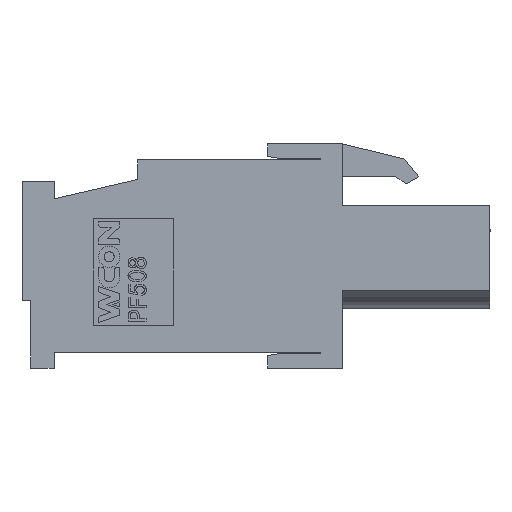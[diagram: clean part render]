
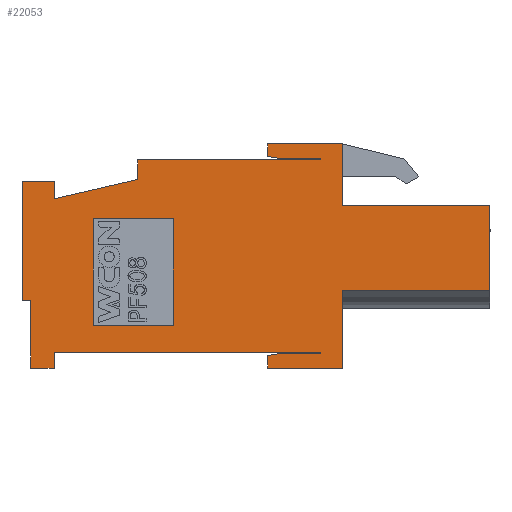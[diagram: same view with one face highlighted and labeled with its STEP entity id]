
A CAD part, left-side view. The second image highlights one B-rep face of the part: STEP entity #22053.
In plain terms, the highlighted planar face has unit normal (-1, 0, 0).
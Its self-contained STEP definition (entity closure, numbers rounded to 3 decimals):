
#88=CARTESIAN_POINT('',(-25.009,16.541,-2.462));
#89=VERTEX_POINT('',#88);
#90=CARTESIAN_POINT('',(-25.009,16.541,4.135));
#91=VERTEX_POINT('',#90);
#92=CARTESIAN_POINT('',(-25.009,16.541,-2.462));
#93=DIRECTION('',(0.,0.,1.));
#94=VECTOR('',#93,6.597);
#95=LINE('',#92,#94);
#96=EDGE_CURVE('',#89,#91,#95,.T.);
#375=CARTESIAN_POINT('',(-25.009,14.769,4.135));
#376=VERTEX_POINT('',#375);
#377=CARTESIAN_POINT('',(-25.009,14.769,4.135));
#378=DIRECTION('',(0.,1.,0.));
#379=VECTOR('',#378,1.772);
#380=LINE('',#377,#379);
#381=EDGE_CURVE('',#376,#91,#380,.T.);
#406=CARTESIAN_POINT('',(-25.009,16.049,-2.462));
#407=VERTEX_POINT('',#406);
#408=CARTESIAN_POINT('',(-25.009,16.541,-2.462));
#409=DIRECTION('',(0.,-1.,0.));
#410=VECTOR('',#409,0.492);
#411=LINE('',#408,#410);
#412=EDGE_CURVE('',#89,#407,#411,.T.);
#767=CARTESIAN_POINT('',(-25.009,16.049,-6.203));
#768=VERTEX_POINT('',#767);
#769=CARTESIAN_POINT('',(-25.009,16.049,-2.462));
#770=DIRECTION('',(0.,0.,-1.));
#771=VECTOR('',#770,3.742);
#772=LINE('',#769,#771);
#773=EDGE_CURVE('',#407,#768,#772,.T.);
#798=CARTESIAN_POINT('',(-25.009,14.769,-6.203));
#799=VERTEX_POINT('',#798);
#800=CARTESIAN_POINT('',(-25.009,16.049,-6.203));
#801=DIRECTION('',(0.,-1.,0.));
#802=VECTOR('',#801,1.28);
#803=LINE('',#800,#802);
#804=EDGE_CURVE('',#768,#799,#803,.T.);
#829=CARTESIAN_POINT('',(-25.009,14.769,-5.317));
#830=VERTEX_POINT('',#829);
#831=CARTESIAN_POINT('',(-25.009,14.769,-6.203));
#832=DIRECTION('',(0.,0.,1.));
#833=VECTOR('',#832,0.886);
#834=LINE('',#831,#833);
#835=EDGE_CURVE('',#799,#830,#834,.T.);
#1014=CARTESIAN_POINT('',(-25.009,0.,-5.317));
#1015=VERTEX_POINT('',#1014);
#1022=CARTESIAN_POINT('',(-25.009,14.769,-5.317));
#1023=DIRECTION('',(0.,-1.,0.));
#1024=VECTOR('',#1023,14.769);
#1025=LINE('',#1022,#1024);
#1026=EDGE_CURVE('',#830,#1015,#1025,.T.);
#1179=CARTESIAN_POINT('',(-25.009,0.,5.317));
#1180=VERTEX_POINT('',#1179);
#1181=CARTESIAN_POINT('',(-25.009,10.141,5.317));
#1182=VERTEX_POINT('',#1181);
#1183=CARTESIAN_POINT('',(-25.009,0.,5.317));
#1184=DIRECTION('',(0.,1.,0.));
#1185=VECTOR('',#1184,10.141);
#1186=LINE('',#1183,#1185);
#1187=EDGE_CURVE('',#1180,#1182,#1186,.T.);
#1813=CARTESIAN_POINT('',(-25.009,10.141,4.234));
#1814=VERTEX_POINT('',#1813);
#1815=CARTESIAN_POINT('',(-25.009,10.141,5.317));
#1816=DIRECTION('',(0.,0.,-1.));
#1817=VECTOR('',#1816,1.083);
#1818=LINE('',#1815,#1817);
#1819=EDGE_CURVE('',#1182,#1814,#1818,.T.);
#1844=CARTESIAN_POINT('',(-25.009,14.769,3.165));
#1845=VERTEX_POINT('',#1844);
#1846=CARTESIAN_POINT('',(-25.009,10.141,4.234));
#1847=DIRECTION('',(0.,0.974,-0.225));
#1848=VECTOR('',#1847,4.749);
#1849=LINE('',#1846,#1848);
#1850=EDGE_CURVE('',#1814,#1845,#1849,.T.);
#1875=CARTESIAN_POINT('',(-25.009,14.769,3.165));
#1876=DIRECTION('',(0.,0.,1.));
#1877=VECTOR('',#1876,0.97);
#1878=LINE('',#1875,#1877);
#1879=EDGE_CURVE('',#1845,#376,#1878,.T.);
#1897=CARTESIAN_POINT('',(-25.009,12.603,2.068));
#1898=VERTEX_POINT('',#1897);
#1899=CARTESIAN_POINT('',(-25.009,8.172,2.068));
#1900=VERTEX_POINT('',#1899);
#1901=CARTESIAN_POINT('',(-25.009,12.603,2.068));
#1902=DIRECTION('',(0.,-1.,0.));
#1903=VECTOR('',#1902,4.431);
#1904=LINE('',#1901,#1903);
#1905=EDGE_CURVE('',#1898,#1900,#1904,.T.);
#1937=CARTESIAN_POINT('',(-25.009,8.172,-3.84));
#1938=VERTEX_POINT('',#1937);
#1939=CARTESIAN_POINT('',(-25.009,8.172,2.068));
#1940=DIRECTION('',(0.,0.,-1.));
#1941=VECTOR('',#1940,5.908);
#1942=LINE('',#1939,#1941);
#1943=EDGE_CURVE('',#1900,#1938,#1942,.T.);
#1968=CARTESIAN_POINT('',(-25.009,12.603,-3.84));
#1969=VERTEX_POINT('',#1968);
#1970=CARTESIAN_POINT('',(-25.009,8.172,-3.84));
#1971=DIRECTION('',(0.,1.,0.));
#1972=VECTOR('',#1971,4.431);
#1973=LINE('',#1970,#1972);
#1974=EDGE_CURVE('',#1938,#1969,#1973,.T.);
#1999=CARTESIAN_POINT('',(-25.009,12.603,-3.84));
#2000=DIRECTION('',(0.,0.,1.));
#2001=VECTOR('',#2000,5.908);
#2002=LINE('',#1999,#2001);
#2003=EDGE_CURVE('',#1969,#1898,#2002,.T.);
#21911=CARTESIAN_POINT('',(-25.009,3.668,-0.049));
#21912=DIRECTION('',(0.,0.,1.));
#21913=DIRECTION('',(-1.,0.,0.));
#21914=AXIS2_PLACEMENT_3D('',#21911,#21913,#21912);
#21915=PLANE('',#21914);
#21916=CARTESIAN_POINT('',(-25.009,2.954,-5.514));
#21917=VERTEX_POINT('',#21916);
#21918=CARTESIAN_POINT('',(-25.009,2.954,-6.203));
#21919=VERTEX_POINT('',#21918);
#21920=CARTESIAN_POINT('',(-25.009,2.954,-5.514));
#21921=DIRECTION('',(0.,0.,-1.));
#21922=VECTOR('',#21921,0.689);
#21923=LINE('',#21920,#21922);
#21924=EDGE_CURVE('',#21917,#21919,#21923,.T.);
#21925=ORIENTED_EDGE('',*,*,#21924,.T.);
#21926=CARTESIAN_POINT('',(-25.009,-1.182,-6.203));
#21927=VERTEX_POINT('',#21926);
#21928=CARTESIAN_POINT('',(-25.009,2.954,-6.203));
#21929=DIRECTION('',(0.,-1.,0.));
#21930=VECTOR('',#21929,4.135);
#21931=LINE('',#21928,#21930);
#21932=EDGE_CURVE('',#21919,#21927,#21931,.T.);
#21933=ORIENTED_EDGE('',*,*,#21932,.T.);
#21934=CARTESIAN_POINT('',(-25.009,-1.182,-1.92));
#21935=VERTEX_POINT('',#21934);
#21936=CARTESIAN_POINT('',(-25.009,-1.182,-6.203));
#21937=DIRECTION('',(0.,0.,1.));
#21938=VECTOR('',#21937,4.283);
#21939=LINE('',#21936,#21938);
#21940=EDGE_CURVE('',#21927,#21935,#21939,.T.);
#21941=ORIENTED_EDGE('',*,*,#21940,.T.);
#21942=CARTESIAN_POINT('',(-25.009,-9.354,-1.92));
#21943=VERTEX_POINT('',#21942);
#21944=CARTESIAN_POINT('',(-25.009,-1.182,-1.92));
#21945=DIRECTION('',(0.,-1.,0.));
#21946=VECTOR('',#21945,8.172);
#21947=LINE('',#21944,#21946);
#21948=EDGE_CURVE('',#21935,#21943,#21947,.T.);
#21949=ORIENTED_EDGE('',*,*,#21948,.T.);
#21950=CARTESIAN_POINT('',(-25.009,-9.354,2.806));
#21951=VERTEX_POINT('',#21950);
#21952=CARTESIAN_POINT('',(-25.009,-9.354,-1.92));
#21953=DIRECTION('',(0.,0.,1.));
#21954=VECTOR('',#21953,4.726);
#21955=LINE('',#21952,#21954);
#21956=EDGE_CURVE('',#21943,#21951,#21955,.T.);
#21957=ORIENTED_EDGE('',*,*,#21956,.T.);
#21958=CARTESIAN_POINT('',(-25.009,-1.182,2.806));
#21959=VERTEX_POINT('',#21958);
#21960=CARTESIAN_POINT('',(-25.009,-9.354,2.806));
#21961=DIRECTION('',(0.,1.,0.));
#21962=VECTOR('',#21961,8.172);
#21963=LINE('',#21960,#21962);
#21964=EDGE_CURVE('',#21951,#21959,#21963,.T.);
#21965=ORIENTED_EDGE('',*,*,#21964,.T.);
#21966=CARTESIAN_POINT('',(-25.009,-1.182,6.203));
#21967=VERTEX_POINT('',#21966);
#21968=CARTESIAN_POINT('',(-25.009,-1.182,2.806));
#21969=DIRECTION('',(0.,0.,1.));
#21970=VECTOR('',#21969,3.397);
#21971=LINE('',#21968,#21970);
#21972=EDGE_CURVE('',#21959,#21967,#21971,.T.);
#21973=ORIENTED_EDGE('',*,*,#21972,.T.);
#21974=CARTESIAN_POINT('',(-25.009,2.954,6.203));
#21975=VERTEX_POINT('',#21974);
#21976=CARTESIAN_POINT('',(-25.009,-1.182,6.203));
#21977=DIRECTION('',(0.,1.,0.));
#21978=VECTOR('',#21977,4.135);
#21979=LINE('',#21976,#21978);
#21980=EDGE_CURVE('',#21967,#21975,#21979,.T.);
#21981=ORIENTED_EDGE('',*,*,#21980,.T.);
#21982=CARTESIAN_POINT('',(-25.009,2.954,5.514));
#21983=VERTEX_POINT('',#21982);
#21984=CARTESIAN_POINT('',(-25.009,2.954,6.203));
#21985=DIRECTION('',(0.,0.,-1.));
#21986=VECTOR('',#21985,0.689);
#21987=LINE('',#21984,#21986);
#21988=EDGE_CURVE('',#21975,#21983,#21987,.T.);
#21989=ORIENTED_EDGE('',*,*,#21988,.T.);
#21990=CARTESIAN_POINT('',(-25.009,2.395,5.415));
#21991=VERTEX_POINT('',#21990);
#21992=CARTESIAN_POINT('',(-25.009,2.954,5.514));
#21993=DIRECTION('',(0.,-0.985,-0.174));
#21994=VECTOR('',#21993,0.567);
#21995=LINE('',#21992,#21994);
#21996=EDGE_CURVE('',#21983,#21991,#21995,.T.);
#21997=ORIENTED_EDGE('',*,*,#21996,.T.);
#21998=CARTESIAN_POINT('',(-25.009,0.,5.415));
#21999=VERTEX_POINT('',#21998);
#22000=CARTESIAN_POINT('',(-25.009,2.395,5.415));
#22001=DIRECTION('',(0.,-1.,0.));
#22002=VECTOR('',#22001,2.395);
#22003=LINE('',#22000,#22002);
#22004=EDGE_CURVE('',#21991,#21999,#22003,.T.);
#22005=ORIENTED_EDGE('',*,*,#22004,.T.);
#22006=CARTESIAN_POINT('',(-25.009,0.,5.415));
#22007=DIRECTION('',(0.,0.,-1.));
#22008=VECTOR('',#22007,0.098);
#22009=LINE('',#22006,#22008);
#22010=EDGE_CURVE('',#21999,#1180,#22009,.T.);
#22011=ORIENTED_EDGE('',*,*,#22010,.T.);
#22012=ORIENTED_EDGE('',*,*,#1187,.T.);
#22013=ORIENTED_EDGE('',*,*,#1819,.T.);
#22014=ORIENTED_EDGE('',*,*,#1850,.T.);
#22015=ORIENTED_EDGE('',*,*,#1879,.T.);
#22016=ORIENTED_EDGE('',*,*,#381,.T.);
#22017=ORIENTED_EDGE('',*,*,#96,.F.);
#22018=ORIENTED_EDGE('',*,*,#412,.T.);
#22019=ORIENTED_EDGE('',*,*,#773,.T.);
#22020=ORIENTED_EDGE('',*,*,#804,.T.);
#22021=ORIENTED_EDGE('',*,*,#835,.T.);
#22022=ORIENTED_EDGE('',*,*,#1026,.T.);
#22023=CARTESIAN_POINT('',(-25.009,0.,-5.415));
#22024=VERTEX_POINT('',#22023);
#22025=CARTESIAN_POINT('',(-25.009,0.,-5.317));
#22026=DIRECTION('',(0.,0.,-1.));
#22027=VECTOR('',#22026,0.098);
#22028=LINE('',#22025,#22027);
#22029=EDGE_CURVE('',#1015,#22024,#22028,.T.);
#22030=ORIENTED_EDGE('',*,*,#22029,.T.);
#22031=CARTESIAN_POINT('',(-25.009,2.395,-5.415));
#22032=VERTEX_POINT('',#22031);
#22033=CARTESIAN_POINT('',(-25.009,0.,-5.415));
#22034=DIRECTION('',(0.,1.,0.));
#22035=VECTOR('',#22034,2.395);
#22036=LINE('',#22033,#22035);
#22037=EDGE_CURVE('',#22024,#22032,#22036,.T.);
#22038=ORIENTED_EDGE('',*,*,#22037,.T.);
#22039=CARTESIAN_POINT('',(-25.009,2.395,-5.415));
#22040=DIRECTION('',(0.,0.985,-0.174));
#22041=VECTOR('',#22040,0.567);
#22042=LINE('',#22039,#22041);
#22043=EDGE_CURVE('',#22032,#21917,#22042,.T.);
#22044=ORIENTED_EDGE('',*,*,#22043,.T.);
#22045=EDGE_LOOP('',(#21925,#21933,#21941,#21949,#21957,#21965,#21973,#21981,#21989,#21997,#22005,#22011,#22012,#22013,#22014,#22015,#22016,#22017,#22018,#22019,#22020,#22021,#22022,#22030,#22038,#22044));
#22046=FACE_OUTER_BOUND('',#22045,.T.);
#22047=ORIENTED_EDGE('',*,*,#1905,.T.);
#22048=ORIENTED_EDGE('',*,*,#1943,.T.);
#22049=ORIENTED_EDGE('',*,*,#1974,.T.);
#22050=ORIENTED_EDGE('',*,*,#2003,.T.);
#22051=EDGE_LOOP('',(#22047,#22048,#22049,#22050));
#22052=FACE_BOUND('',#22051,.T.);
#22053=ADVANCED_FACE('',(#22046,#22052),#21915,.T.);
